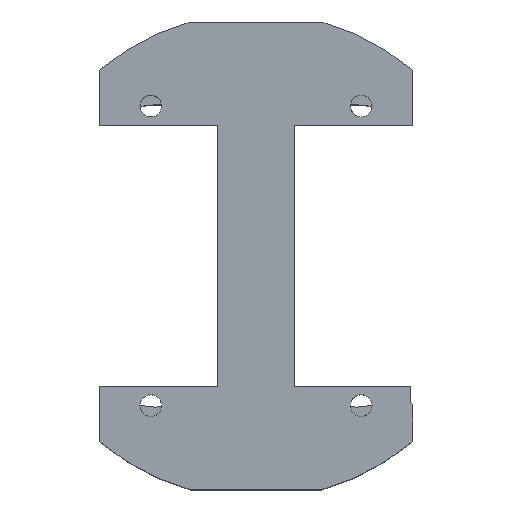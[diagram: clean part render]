
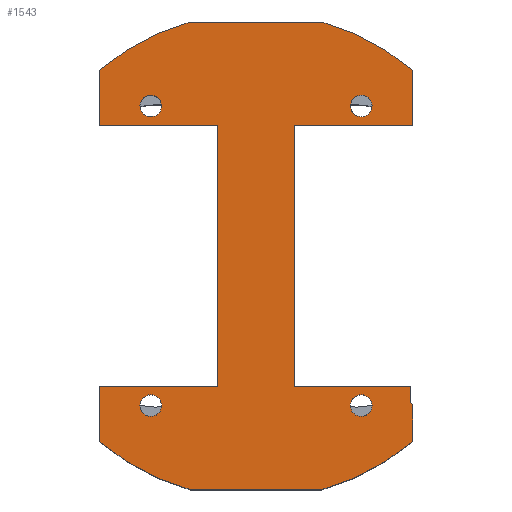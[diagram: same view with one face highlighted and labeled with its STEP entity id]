
A CAD part, top view. The second image highlights one B-rep face of the part: STEP entity #1543.
In plain terms, the highlighted planar face has unit normal (0, 0, 1).
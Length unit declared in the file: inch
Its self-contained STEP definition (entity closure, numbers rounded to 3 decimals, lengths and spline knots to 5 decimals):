
#38=FACE_BOUND('',#521,.T.);
#39=FACE_BOUND('',#522,.T.);
#40=FACE_BOUND('',#523,.T.);
#41=FACE_BOUND('',#524,.T.);
#65=LINE('',#2353,#209);
#89=LINE('',#2408,#233);
#91=LINE('',#2411,#235);
#143=LINE('',#2542,#287);
#146=LINE('',#2548,#290);
#160=LINE('',#2573,#304);
#162=LINE('',#2577,#306);
#164=LINE('',#2581,#308);
#167=LINE('',#2589,#311);
#171=LINE('',#2599,#315);
#174=LINE('',#2605,#318);
#178=LINE('',#2612,#322);
#181=LINE('',#2618,#325);
#183=LINE('',#2621,#327);
#209=VECTOR('',#1897,0.3937);
#233=VECTOR('',#1943,0.3937);
#235=VECTOR('',#1947,0.3937);
#287=VECTOR('',#2075,0.3937);
#290=VECTOR('',#2080,0.3937);
#304=VECTOR('',#2108,0.3937);
#306=VECTOR('',#2112,0.3937);
#308=VECTOR('',#2116,0.3937);
#311=VECTOR('',#2125,0.3937);
#315=VECTOR('',#2135,0.3937);
#318=VECTOR('',#2140,0.3937);
#322=VECTOR('',#2146,0.3937);
#325=VECTOR('',#2151,0.3937);
#327=VECTOR('',#2155,0.3937);
#428=FACE_OUTER_BOUND('',#520,.T.);
#520=EDGE_LOOP('',(#1351,#1352,#1353,#1354,#1355,#1356,#1357,#1358,#1359,
#1360,#1361,#1362,#1363,#1364,#1365,#1366,#1367,#1368));
#521=EDGE_LOOP('',(#1369));
#522=EDGE_LOOP('',(#1370));
#523=EDGE_LOOP('',(#1371));
#524=EDGE_LOOP('',(#1372));
#534=CIRCLE('',#1569,0.03346);
#543=CIRCLE('',#1580,0.03346);
#549=CIRCLE('',#1588,0.03346);
#554=CIRCLE('',#1595,0.03346);
#581=CIRCLE('',#1644,0.75);
#583=CIRCLE('',#1647,0.75);
#597=CIRCLE('',#1699,0.75);
#598=CIRCLE('',#1702,0.75);
#608=VERTEX_POINT('',#2201);
#618=VERTEX_POINT('',#2226);
#623=VERTEX_POINT('',#2240);
#627=VERTEX_POINT('',#2252);
#665=VERTEX_POINT('',#2346);
#667=VERTEX_POINT('',#2351);
#680=VERTEX_POINT('',#2389);
#683=VERTEX_POINT('',#2394);
#684=VERTEX_POINT('',#2398);
#687=VERTEX_POINT('',#2403);
#728=VERTEX_POINT('',#2540);
#730=VERTEX_POINT('',#2546);
#734=VERTEX_POINT('',#2571);
#735=VERTEX_POINT('',#2575);
#736=VERTEX_POINT('',#2579);
#737=VERTEX_POINT('',#2583);
#738=VERTEX_POINT('',#2587);
#739=VERTEX_POINT('',#2591);
#741=VERTEX_POINT('',#2597);
#743=VERTEX_POINT('',#2603);
#745=VERTEX_POINT('',#2610);
#747=VERTEX_POINT('',#2616);
#754=EDGE_CURVE('',#608,#608,#534,.T.);
#767=EDGE_CURVE('',#618,#618,#543,.T.);
#774=EDGE_CURVE('',#623,#623,#549,.T.);
#780=EDGE_CURVE('',#627,#627,#554,.T.);
#827=EDGE_CURVE('',#665,#667,#65,.T.);
#849=EDGE_CURVE('',#680,#683,#581,.T.);
#853=EDGE_CURVE('',#684,#687,#583,.T.);
#855=EDGE_CURVE('',#683,#684,#89,.T.);
#857=EDGE_CURVE('',#687,#665,#91,.T.);
#922=EDGE_CURVE('',#667,#728,#143,.T.);
#925=EDGE_CURVE('',#728,#730,#146,.T.);
#939=EDGE_CURVE('',#730,#734,#160,.T.);
#941=EDGE_CURVE('',#734,#735,#162,.T.);
#943=EDGE_CURVE('',#735,#736,#164,.T.);
#945=EDGE_CURVE('',#736,#737,#597,.T.);
#947=EDGE_CURVE('',#737,#738,#167,.T.);
#949=EDGE_CURVE('',#738,#739,#598,.T.);
#952=EDGE_CURVE('',#739,#741,#171,.T.);
#955=EDGE_CURVE('',#741,#743,#174,.T.);
#959=EDGE_CURVE('',#743,#745,#178,.T.);
#962=EDGE_CURVE('',#745,#747,#181,.T.);
#964=EDGE_CURVE('',#747,#680,#183,.T.);
#1351=ORIENTED_EDGE('',*,*,#925,.T.);
#1352=ORIENTED_EDGE('',*,*,#939,.T.);
#1353=ORIENTED_EDGE('',*,*,#941,.T.);
#1354=ORIENTED_EDGE('',*,*,#943,.T.);
#1355=ORIENTED_EDGE('',*,*,#945,.T.);
#1356=ORIENTED_EDGE('',*,*,#947,.T.);
#1357=ORIENTED_EDGE('',*,*,#949,.T.);
#1358=ORIENTED_EDGE('',*,*,#952,.T.);
#1359=ORIENTED_EDGE('',*,*,#955,.T.);
#1360=ORIENTED_EDGE('',*,*,#959,.T.);
#1361=ORIENTED_EDGE('',*,*,#962,.T.);
#1362=ORIENTED_EDGE('',*,*,#964,.T.);
#1363=ORIENTED_EDGE('',*,*,#849,.T.);
#1364=ORIENTED_EDGE('',*,*,#855,.T.);
#1365=ORIENTED_EDGE('',*,*,#853,.T.);
#1366=ORIENTED_EDGE('',*,*,#857,.T.);
#1367=ORIENTED_EDGE('',*,*,#827,.T.);
#1368=ORIENTED_EDGE('',*,*,#922,.T.);
#1369=ORIENTED_EDGE('',*,*,#754,.T.);
#1370=ORIENTED_EDGE('',*,*,#767,.T.);
#1371=ORIENTED_EDGE('',*,*,#774,.T.);
#1372=ORIENTED_EDGE('',*,*,#780,.T.);
#1462=PLANE('',#1714);
#1543=ADVANCED_FACE('',(#428,#38,#39,#40,#41),#1462,.T.);
#1569=AXIS2_PLACEMENT_3D('',#2202,#1736,#1737);
#1580=AXIS2_PLACEMENT_3D('',#2227,#1762,#1763);
#1588=AXIS2_PLACEMENT_3D('',#2241,#1779,#1780);
#1595=AXIS2_PLACEMENT_3D('',#2253,#1794,#1795);
#1644=AXIS2_PLACEMENT_3D('',#2396,#1930,#1931);
#1647=AXIS2_PLACEMENT_3D('',#2405,#1938,#1939);
#1699=AXIS2_PLACEMENT_3D('',#2585,#2120,#2121);
#1702=AXIS2_PLACEMENT_3D('',#2593,#2129,#2130);
#1714=AXIS2_PLACEMENT_3D('',#2631,#2169,#2170);
#1736=DIRECTION('center_axis',(0.,0.,-1.));
#1737=DIRECTION('ref_axis',(-1.,0.,0.));
#1762=DIRECTION('center_axis',(0.,0.,-1.));
#1763=DIRECTION('ref_axis',(-1.,0.,0.));
#1779=DIRECTION('center_axis',(0.,0.,-1.));
#1780=DIRECTION('ref_axis',(-1.,0.,0.));
#1794=DIRECTION('center_axis',(0.,0.,-1.));
#1795=DIRECTION('ref_axis',(-1.,0.,0.));
#1897=DIRECTION('',(-0.707,0.707,0.));
#1930=DIRECTION('center_axis',(0.,0.,1.));
#1931=DIRECTION('ref_axis',(-0.644,-0.765,0.));
#1938=DIRECTION('center_axis',(0.,0.,1.));
#1939=DIRECTION('ref_axis',(0.272,-0.962,0.));
#1943=DIRECTION('',(1.,0.,0.));
#1947=DIRECTION('',(0.,1.,0.));
#2075=DIRECTION('',(0.,1.,0.));
#2080=DIRECTION('',(-1.,0.,0.));
#2108=DIRECTION('',(0.,1.,0.));
#2112=DIRECTION('',(1.,0.,0.));
#2116=DIRECTION('',(0.,1.,0.));
#2120=DIRECTION('center_axis',(0.,0.,1.));
#2121=DIRECTION('ref_axis',(0.644,0.765,0.));
#2125=DIRECTION('',(-1.,0.,0.));
#2129=DIRECTION('center_axis',(0.,0.,1.));
#2130=DIRECTION('ref_axis',(-0.272,0.962,0.));
#2135=DIRECTION('',(0.,-1.,0.));
#2140=DIRECTION('',(1.,0.,0.));
#2146=DIRECTION('',(0.,-1.,0.));
#2151=DIRECTION('',(-1.,0.,0.));
#2155=DIRECTION('',(0.,-1.,0.));
#2169=DIRECTION('center_axis',(0.,0.,1.));
#2170=DIRECTION('ref_axis',(-1.,0.,0.));
#2201=CARTESIAN_POINT('',(-0.29134,0.4626,0.6314));
#2202=CARTESIAN_POINT('Origin',(-0.3248,0.4626,0.6314));
#2226=CARTESIAN_POINT('',(-0.29134,-0.4626,0.6314));
#2227=CARTESIAN_POINT('Origin',(-0.3248,-0.4626,0.6314));
#2240=CARTESIAN_POINT('',(0.35827,0.4626,0.6314));
#2241=CARTESIAN_POINT('Origin',(0.3248,0.4626,0.6314));
#2252=CARTESIAN_POINT('',(0.35827,-0.4626,0.6314));
#2253=CARTESIAN_POINT('Origin',(0.3248,-0.4626,0.6314));
#2346=CARTESIAN_POINT('',(0.48333,-0.45933,0.6314));
#2351=CARTESIAN_POINT('',(0.47664,-0.45263,0.6314));
#2353=CARTESIAN_POINT('',(0.48333,-0.45933,0.6314));
#2389=CARTESIAN_POINT('',(-0.48333,-0.57349,0.6314));
#2394=CARTESIAN_POINT('',(-0.20364,-0.72183,0.6314));
#2396=CARTESIAN_POINT('Origin',(0.,0.,0.6314));
#2398=CARTESIAN_POINT('',(0.20364,-0.72183,0.6314));
#2403=CARTESIAN_POINT('',(0.48333,-0.57349,0.6314));
#2405=CARTESIAN_POINT('Origin',(0.,0.,0.6314));
#2408=CARTESIAN_POINT('',(-0.20364,-0.72183,0.6314));
#2411=CARTESIAN_POINT('',(0.48333,-0.57349,0.6314));
#2540=CARTESIAN_POINT('',(0.47664,-0.40354,0.6314));
#2542=CARTESIAN_POINT('',(0.47664,-0.45263,0.6314));
#2546=CARTESIAN_POINT('',(0.11775,-0.40354,0.6314));
#2548=CARTESIAN_POINT('',(0.47664,-0.40354,0.6314));
#2571=CARTESIAN_POINT('',(0.11775,0.40354,0.6314));
#2573=CARTESIAN_POINT('',(0.11775,-0.40354,0.6314));
#2575=CARTESIAN_POINT('',(0.48333,0.40354,0.6314));
#2577=CARTESIAN_POINT('',(0.11775,0.40354,0.6314));
#2579=CARTESIAN_POINT('',(0.48333,0.57349,0.6314));
#2581=CARTESIAN_POINT('',(0.48333,0.40354,0.6314));
#2583=CARTESIAN_POINT('',(0.20364,0.72183,0.6314));
#2585=CARTESIAN_POINT('Origin',(0.,0.,0.6314));
#2587=CARTESIAN_POINT('',(-0.20364,0.72183,0.6314));
#2589=CARTESIAN_POINT('',(0.20364,0.72183,0.6314));
#2591=CARTESIAN_POINT('',(-0.48333,0.57349,0.6314));
#2593=CARTESIAN_POINT('Origin',(0.,0.,0.6314));
#2597=CARTESIAN_POINT('',(-0.48333,0.40354,0.6314));
#2599=CARTESIAN_POINT('',(-0.48333,0.57349,0.6314));
#2603=CARTESIAN_POINT('',(-0.11775,0.40354,0.6314));
#2605=CARTESIAN_POINT('',(-0.48333,0.40354,0.6314));
#2610=CARTESIAN_POINT('',(-0.11775,-0.40354,0.6314));
#2612=CARTESIAN_POINT('',(-0.11775,0.40354,0.6314));
#2616=CARTESIAN_POINT('',(-0.48333,-0.40354,0.6314));
#2618=CARTESIAN_POINT('',(-0.11775,-0.40354,0.6314));
#2621=CARTESIAN_POINT('',(-0.48333,-0.40354,0.6314));
#2631=CARTESIAN_POINT('Origin',(0.,0.,
0.6314));
